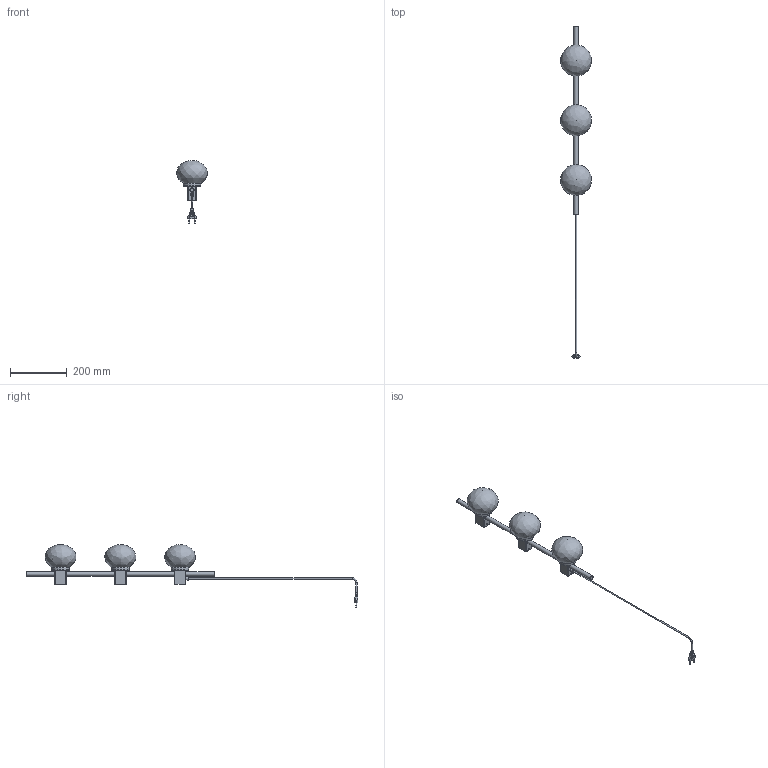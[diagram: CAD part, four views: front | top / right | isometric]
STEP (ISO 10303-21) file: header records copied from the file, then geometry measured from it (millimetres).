
FILE_DESCRIPTION (( 'STEP AP214' ), '1' );
FILE_NAME ('Ovoid_wall_triple_v0.3.STEP', '2024-05-08T09:54:25', ( '' ), ( '' ), 'SwSTEP 2.0', 'SolidWorks 2017', '' );
FILE_SCHEMA (( 'AUTOMOTIVE_DESIGN' ));
Length unit declared in the file: millimetre
Products named in the file (13): Metal_strain_relief_m10x1 (From Pond)_Steel_v1.0; EU_Plug_25A_250V_Pond plug; Pond_frame_assembly_v0.2_Wall_Triple_basic; Pond_glass_shade_v0.2_V0.2; Ovoid_wall_triple_v0.3; Pond_wall_tube_v0.1_Wall tube triple V1.1; socket set screw cup point_din_DIN 916 - M4 x 6-N; Ovoid_Shade_Assembly_V0.1_Basic_version; Pond_frame_weld_on_end_cap; Pond_shade_cover_v0.2_V0.3; Pond_wall_square_tube_Wall mount; M6x6 set screw_Plastic black; Pond_wall_square_tube_Wall mount with hole
Assembly tree (23 placements, depth 3):
  Ovoid_wall_triple_v0.3
    Pond_frame_assembly_v0.2_Wall_Triple_basic
      Pond_wall_square_tube_Wall mount  x2
      Pond_wall_tube_v0.1_Wall tube triple V1.1
      Pond_wall_square_tube_Wall mount with hole
      Pond_frame_weld_on_end_cap  x2
      Pond_shade_cover_v0.2_V0.3  x3
    Ovoid_Shade_Assembly_V0.1_Basic_version  x3
      Pond_glass_shade_v0.2_V0.2
    M6x6 set screw_Plastic black
    socket set screw cup point_din_DIN 916 - M4 x 6-N  x6
    EU_Plug_25A_250V_Pond plug
    Metal_strain_relief_m10x1 (From Pond)_Steel_v1.0
Bounding box: 108.98 x 1167 x 221.47 mm (x, y, z)
Volume: 229026.1 mm3; surface area: 327272.3 mm2
Topology: 22 solids, 22 shells, 557 faces, 1508 edges, 1001 vertices
Faces by surface type: plane 359, cylinder 99, bspline 66, cone 23, torus 10
Full cylindrical faces by diameter (mm): 1 x1, 2.5 x6, 2.7 x9, 3.3 x6, 3.4 x2, 3.5 x2, 4 x6, 4.5 x2, 5 x6, 6 x1, 7 x1, 8 x3, 9 x3, 10.2 x1, 13 x2, 15 x3, 15.15 x6, 30 x3, 60 x3, 62 x3
Entity records: 25130 total; most frequent: CARTESIAN_POINT 14190, ORIENTED_EDGE 1974, DIRECTION 1656, EDGE_CURVE 987, VERTEX_POINT 689, VECTOR 656, LINE 656, EDGE_LOOP 550
